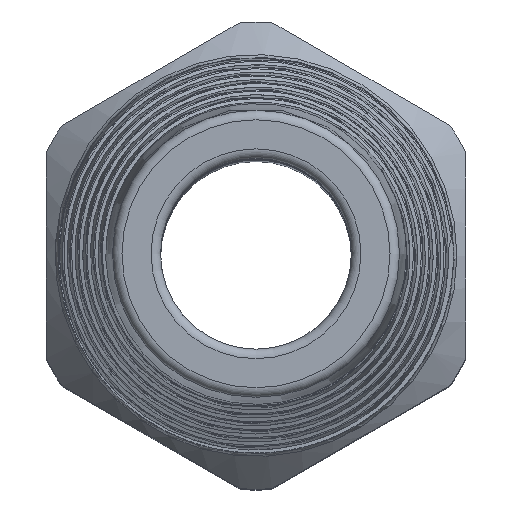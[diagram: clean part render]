
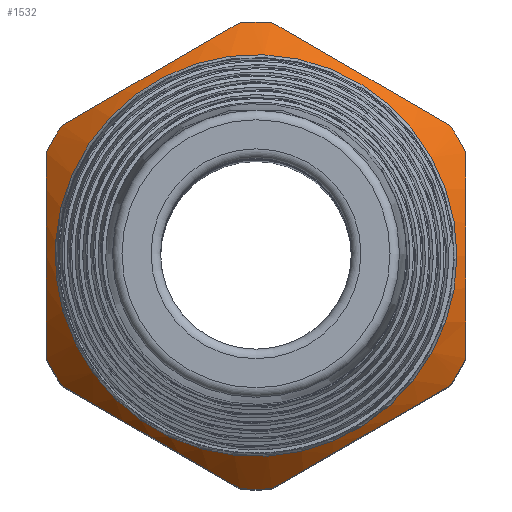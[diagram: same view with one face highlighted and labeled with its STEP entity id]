
A CAD part, top view. The second image highlights one B-rep face of the part: STEP entity #1532.
In plain terms, the highlighted conical face has half-angle 45 degrees and reference radius 12.25 mm.
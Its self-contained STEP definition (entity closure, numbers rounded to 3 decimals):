
#18=(
BOUNDED_CURVE()
B_SPLINE_CURVE(2,(#22818,#22819,#22820),.UNSPECIFIED.,.F.,.F.)
B_SPLINE_CURVE_WITH_KNOTS((3,3),(1.821,3.882),
 .UNSPECIFIED.)
CURVE()
GEOMETRIC_REPRESENTATION_ITEM()
RATIONAL_B_SPLINE_CURVE((1.609,1.791,1.609))
REPRESENTATION_ITEM('')
);
#19=(
BOUNDED_CURVE()
B_SPLINE_CURVE(2,(#22824,#22825,#22826),.UNSPECIFIED.,.F.,.F.)
B_SPLINE_CURVE_WITH_KNOTS((3,3),(1.821,3.882),
 .UNSPECIFIED.)
CURVE()
GEOMETRIC_REPRESENTATION_ITEM()
RATIONAL_B_SPLINE_CURVE((1.609,1.791,1.609))
REPRESENTATION_ITEM('')
);
#20=(
BOUNDED_CURVE()
B_SPLINE_CURVE(2,(#22830,#22831,#22832),.UNSPECIFIED.,.F.,.F.)
B_SPLINE_CURVE_WITH_KNOTS((3,3),(1.821,3.882),
 .UNSPECIFIED.)
CURVE()
GEOMETRIC_REPRESENTATION_ITEM()
RATIONAL_B_SPLINE_CURVE((1.609,1.791,1.609))
REPRESENTATION_ITEM('')
);
#21=(
BOUNDED_CURVE()
B_SPLINE_CURVE(2,(#22836,#22837,#22838),.UNSPECIFIED.,.F.,.F.)
B_SPLINE_CURVE_WITH_KNOTS((3,3),(-3.882,-1.821),
 .UNSPECIFIED.)
CURVE()
GEOMETRIC_REPRESENTATION_ITEM()
RATIONAL_B_SPLINE_CURVE((1.609,1.791,1.609))
REPRESENTATION_ITEM('')
);
#22=(
BOUNDED_CURVE()
B_SPLINE_CURVE(2,(#22842,#22843,#22844),.UNSPECIFIED.,.F.,.F.)
B_SPLINE_CURVE_WITH_KNOTS((3,3),(1.821,3.882),
 .UNSPECIFIED.)
CURVE()
GEOMETRIC_REPRESENTATION_ITEM()
RATIONAL_B_SPLINE_CURVE((1.609,1.791,1.609))
REPRESENTATION_ITEM('')
);
#23=(
BOUNDED_CURVE()
B_SPLINE_CURVE(2,(#22848,#22849,#22850),.UNSPECIFIED.,.F.,.F.)
B_SPLINE_CURVE_WITH_KNOTS((3,3),(1.821,3.882),
 .UNSPECIFIED.)
CURVE()
GEOMETRIC_REPRESENTATION_ITEM()
RATIONAL_B_SPLINE_CURVE((1.609,1.791,1.609))
REPRESENTATION_ITEM('')
);
#434=FACE_BOUND('',#608,.T.);
#504=FACE_OUTER_BOUND('',#607,.T.);
#607=EDGE_LOOP('',(#1369));
#608=EDGE_LOOP('',(#1370,#1371,#1372,#1373,#1374,#1375,#1376,#1377,#1378,
#1379,#1380,#1381));
#651=CIRCLE('',#1611,10.535);
#659=CIRCLE('',#1652,12.25);
#660=CIRCLE('',#1653,12.25);
#661=CIRCLE('',#1654,12.25);
#662=CIRCLE('',#1655,12.25);
#663=CIRCLE('',#1656,12.25);
#664=CIRCLE('',#1657,12.25);
#759=VERTEX_POINT('',#22668);
#802=VERTEX_POINT('',#22816);
#803=VERTEX_POINT('',#22817);
#804=VERTEX_POINT('',#22821);
#805=VERTEX_POINT('',#22823);
#806=VERTEX_POINT('',#22827);
#807=VERTEX_POINT('',#22829);
#808=VERTEX_POINT('',#22833);
#809=VERTEX_POINT('',#22835);
#810=VERTEX_POINT('',#22839);
#811=VERTEX_POINT('',#22841);
#812=VERTEX_POINT('',#22845);
#813=VERTEX_POINT('',#22847);
#933=EDGE_CURVE('',#759,#759,#651,.T.);
#1005=EDGE_CURVE('',#802,#803,#18,.T.);
#1006=EDGE_CURVE('',#804,#802,#659,.T.);
#1007=EDGE_CURVE('',#805,#804,#19,.T.);
#1008=EDGE_CURVE('',#806,#805,#660,.T.);
#1009=EDGE_CURVE('',#807,#806,#20,.T.);
#1010=EDGE_CURVE('',#808,#807,#661,.T.);
#1011=EDGE_CURVE('',#809,#808,#21,.F.);
#1012=EDGE_CURVE('',#810,#809,#662,.T.);
#1013=EDGE_CURVE('',#811,#810,#22,.T.);
#1014=EDGE_CURVE('',#812,#811,#663,.T.);
#1015=EDGE_CURVE('',#813,#812,#23,.T.);
#1016=EDGE_CURVE('',#803,#813,#664,.T.);
#1369=ORIENTED_EDGE('',*,*,#933,.T.);
#1370=ORIENTED_EDGE('',*,*,#1005,.F.);
#1371=ORIENTED_EDGE('',*,*,#1006,.F.);
#1372=ORIENTED_EDGE('',*,*,#1007,.F.);
#1373=ORIENTED_EDGE('',*,*,#1008,.F.);
#1374=ORIENTED_EDGE('',*,*,#1009,.F.);
#1375=ORIENTED_EDGE('',*,*,#1010,.F.);
#1376=ORIENTED_EDGE('',*,*,#1011,.F.);
#1377=ORIENTED_EDGE('',*,*,#1012,.F.);
#1378=ORIENTED_EDGE('',*,*,#1013,.F.);
#1379=ORIENTED_EDGE('',*,*,#1014,.F.);
#1380=ORIENTED_EDGE('',*,*,#1015,.F.);
#1381=ORIENTED_EDGE('',*,*,#1016,.F.);
#1462=CONICAL_SURFACE('',#1651,12.25,0.785);
#1532=ADVANCED_FACE('',(#504,#434),#1462,.T.);
#1611=AXIS2_PLACEMENT_3D('',#22669,#1866,#1867);
#1651=AXIS2_PLACEMENT_3D('',#22815,#2010,#2011);
#1652=AXIS2_PLACEMENT_3D('',#22822,#2012,#2013);
#1653=AXIS2_PLACEMENT_3D('',#22828,#2014,#2015);
#1654=AXIS2_PLACEMENT_3D('',#22834,#2016,#2017);
#1655=AXIS2_PLACEMENT_3D('',#22840,#2018,#2019);
#1656=AXIS2_PLACEMENT_3D('',#22846,#2020,#2021);
#1657=AXIS2_PLACEMENT_3D('',#22851,#2022,#2023);
#1866=DIRECTION('center_axis',(0.,0.,-1.));
#1867=DIRECTION('ref_axis',(-1.,0.,0.));
#2010=DIRECTION('center_axis',(0.,0.,-1.));
#2011=DIRECTION('ref_axis',(-1.,0.,0.));
#2012=DIRECTION('center_axis',(0.,0.,-1.));
#2013=DIRECTION('ref_axis',(-1.,0.,0.));
#2014=DIRECTION('center_axis',(0.,0.,-1.));
#2015=DIRECTION('ref_axis',(-1.,0.,0.));
#2016=DIRECTION('center_axis',(0.,0.,-1.));
#2017=DIRECTION('ref_axis',(-1.,0.,0.));
#2018=DIRECTION('center_axis',(0.,0.,-1.));
#2019=DIRECTION('ref_axis',(-1.,0.,0.));
#2020=DIRECTION('center_axis',(0.,0.,-1.));
#2021=DIRECTION('ref_axis',(-1.,0.,0.));
#2022=DIRECTION('center_axis',(0.,0.,-1.));
#2023=DIRECTION('ref_axis',(-1.,0.,0.));
#22668=CARTESIAN_POINT('',(10.535,0.,41.365));
#22669=CARTESIAN_POINT('Origin',(0.,0.,41.365));
#22815=CARTESIAN_POINT('Origin',(0.,0.,39.65));
#22816=CARTESIAN_POINT('',(-11.,-5.391,39.65));
#22817=CARTESIAN_POINT('',(-11.,5.391,39.65));
#22818=CARTESIAN_POINT('Ctrl Pts',(-11.,-5.391,39.65));
#22819=CARTESIAN_POINT('Ctrl Pts',(-11.,0.,42.022));
#22820=CARTESIAN_POINT('Ctrl Pts',(-11.,5.391,39.65));
#22821=CARTESIAN_POINT('',(-10.169,-6.831,39.65));
#22822=CARTESIAN_POINT('Origin',(0.,0.,39.65));
#22823=CARTESIAN_POINT('',(-0.831,-12.222,39.65));
#22824=CARTESIAN_POINT('Ctrl Pts',(-0.831,-12.222,
39.65));
#22825=CARTESIAN_POINT('Ctrl Pts',(-5.5,-9.526,
42.022));
#22826=CARTESIAN_POINT('Ctrl Pts',(-10.169,-6.831,
39.65));
#22827=CARTESIAN_POINT('',(0.831,-12.222,39.65));
#22828=CARTESIAN_POINT('Origin',(0.,0.,39.65));
#22829=CARTESIAN_POINT('',(10.169,-6.831,39.65));
#22830=CARTESIAN_POINT('Ctrl Pts',(10.169,-6.831,39.65));
#22831=CARTESIAN_POINT('Ctrl Pts',(5.5,-9.526,42.022));
#22832=CARTESIAN_POINT('Ctrl Pts',(0.831,-12.222,
39.65));
#22833=CARTESIAN_POINT('',(11.,-5.391,39.65));
#22834=CARTESIAN_POINT('Origin',(0.,0.,39.65));
#22835=CARTESIAN_POINT('',(11.,5.391,39.65));
#22836=CARTESIAN_POINT('Ctrl Pts',(11.,-5.391,39.65));
#22837=CARTESIAN_POINT('Ctrl Pts',(11.,0.,42.022));
#22838=CARTESIAN_POINT('Ctrl Pts',(11.,5.391,39.65));
#22839=CARTESIAN_POINT('',(10.169,6.831,39.65));
#22840=CARTESIAN_POINT('Origin',(0.,0.,39.65));
#22841=CARTESIAN_POINT('',(0.831,12.222,39.65));
#22842=CARTESIAN_POINT('Ctrl Pts',(0.831,12.222,39.65));
#22843=CARTESIAN_POINT('Ctrl Pts',(5.5,9.526,42.022));
#22844=CARTESIAN_POINT('Ctrl Pts',(10.169,6.831,39.65));
#22845=CARTESIAN_POINT('',(-0.831,12.222,39.65));
#22846=CARTESIAN_POINT('Origin',(0.,0.,39.65));
#22847=CARTESIAN_POINT('',(-10.169,6.831,39.65));
#22848=CARTESIAN_POINT('Ctrl Pts',(-10.169,6.831,39.65));
#22849=CARTESIAN_POINT('Ctrl Pts',(-5.5,9.526,42.022));
#22850=CARTESIAN_POINT('Ctrl Pts',(-0.831,12.222,
39.65));
#22851=CARTESIAN_POINT('Origin',(0.,0.,39.65));
